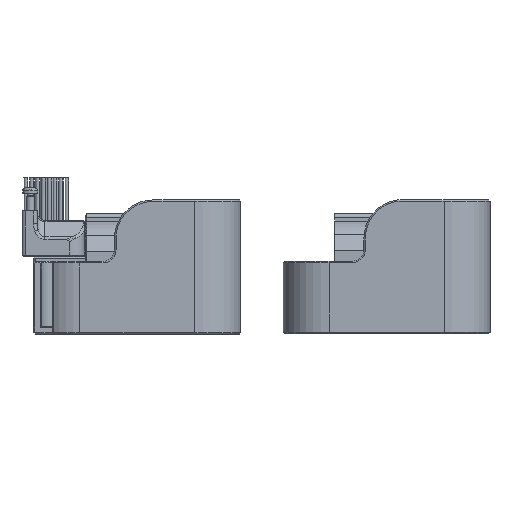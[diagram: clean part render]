
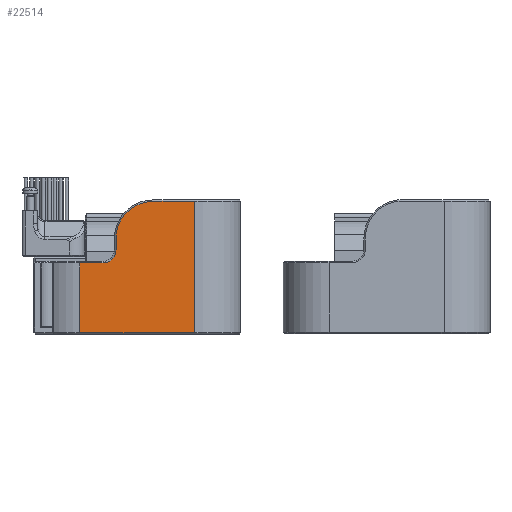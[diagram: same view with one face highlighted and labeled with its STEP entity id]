
A CAD part, left-side view. The second image highlights one B-rep face of the part: STEP entity #22514.
In plain terms, the highlighted face is planar.
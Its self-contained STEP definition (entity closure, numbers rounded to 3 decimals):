
#3145=LINE('',#41868,#4937);
#3153=LINE('',#41895,#4945);
#3174=LINE('',#41958,#4966);
#3175=LINE('',#41960,#4967);
#3176=LINE('',#41962,#4968);
#3177=LINE('',#41965,#4969);
#4937=VECTOR('',#31267,10.);
#4945=VECTOR('',#31297,10.);
#4966=VECTOR('',#31362,10.);
#4967=VECTOR('',#31365,10.);
#4968=VECTOR('',#31366,10.);
#4969=VECTOR('',#31369,10.);
#6541=FACE_OUTER_BOUND('',#8101,.T.);
#8101=EDGE_LOOP('',(#20017,#20018,#20019,#20020,#20021,#20022,#20023,#20024));
#9173=CIRCLE('',#24973,3.4);
#9184=CIRCLE('',#24998,9.6);
#11045=VERTEX_POINT('',#41863);
#11046=VERTEX_POINT('',#41867);
#11053=VERTEX_POINT('',#41889);
#11054=VERTEX_POINT('',#41891);
#11071=VERTEX_POINT('',#41951);
#11074=VERTEX_POINT('',#41956);
#11075=VERTEX_POINT('',#41961);
#11076=VERTEX_POINT('',#41963);
#14044=EDGE_CURVE('',#11045,#11046,#3145,.T.);
#14056=EDGE_CURVE('',#11053,#11054,#9173,.T.);
#14058=EDGE_CURVE('',#11053,#11046,#3153,.T.);
#14089=EDGE_CURVE('',#11071,#11074,#3174,.T.);
#14090=EDGE_CURVE('',#11045,#11071,#3175,.T.);
#14091=EDGE_CURVE('',#11074,#11075,#3176,.T.);
#14092=EDGE_CURVE('',#11075,#11076,#9184,.T.);
#14093=EDGE_CURVE('',#11054,#11076,#3177,.T.);
#20017=ORIENTED_EDGE('',*,*,#14090,.T.);
#20018=ORIENTED_EDGE('',*,*,#14089,.T.);
#20019=ORIENTED_EDGE('',*,*,#14091,.T.);
#20020=ORIENTED_EDGE('',*,*,#14092,.T.);
#20021=ORIENTED_EDGE('',*,*,#14093,.F.);
#20022=ORIENTED_EDGE('',*,*,#14056,.F.);
#20023=ORIENTED_EDGE('',*,*,#14058,.T.);
#20024=ORIENTED_EDGE('',*,*,#14044,.F.);
#21179=PLANE('',#24997);
#22514=ADVANCED_FACE('',(#6541),#21179,.F.);
#24973=AXIS2_PLACEMENT_3D('',#41892,#31292,#31293);
#24997=AXIS2_PLACEMENT_3D('',#41959,#31363,#31364);
#24998=AXIS2_PLACEMENT_3D('',#41964,#31367,#31368);
#31267=DIRECTION('',(0.,0.,-1.));
#31292=DIRECTION('center_axis',(1.,0.,0.));
#31293=DIRECTION('ref_axis',(0.,-1.,0.));
#31297=DIRECTION('',(0.,1.,0.));
#31362=DIRECTION('',(0.,0.,-1.));
#31363=DIRECTION('center_axis',(-1.,0.,0.));
#31364=DIRECTION('ref_axis',(0.,0.,
-1.));
#31365=DIRECTION('',(0.,-1.,0.));
#31366=DIRECTION('',(0.,1.,0.));
#31367=DIRECTION('center_axis',(1.,0.,0.));
#31368=DIRECTION('ref_axis',(0.,1.,0.));
#31369=DIRECTION('',(0.,0.,-1.));
#41863=CARTESIAN_POINT('',(395.425,106.445,-434.698));
#41867=CARTESIAN_POINT('',(395.425,106.445,-452.847));
#41868=CARTESIAN_POINT('',(395.425,106.445,-434.298));
#41889=CARTESIAN_POINT('',(395.425,100.345,-452.847));
#41891=CARTESIAN_POINT('',(395.425,96.945,-456.247));
#41892=CARTESIAN_POINT('Origin',(395.425,100.345,-456.247));
#41895=CARTESIAN_POINT('',(395.425,100.345,-452.847));
#41951=CARTESIAN_POINT('',(395.425,76.445,-434.698));
#41956=CARTESIAN_POINT('',(395.425,76.445,-468.898));
#41958=CARTESIAN_POINT('',(395.425,76.445,-468.898));
#41959=CARTESIAN_POINT('Origin',(395.425,106.445,-468.898));
#41960=CARTESIAN_POINT('',(395.425,77.445,-434.698));
#41961=CARTESIAN_POINT('',(395.425,87.345,-468.898));
#41962=CARTESIAN_POINT('',(395.425,96.895,-468.898));
#41963=CARTESIAN_POINT('',(395.425,96.945,-459.298));
#41964=CARTESIAN_POINT('Origin',(395.425,87.345,-459.298));
#41965=CARTESIAN_POINT('',(395.425,96.945,-456.247));
